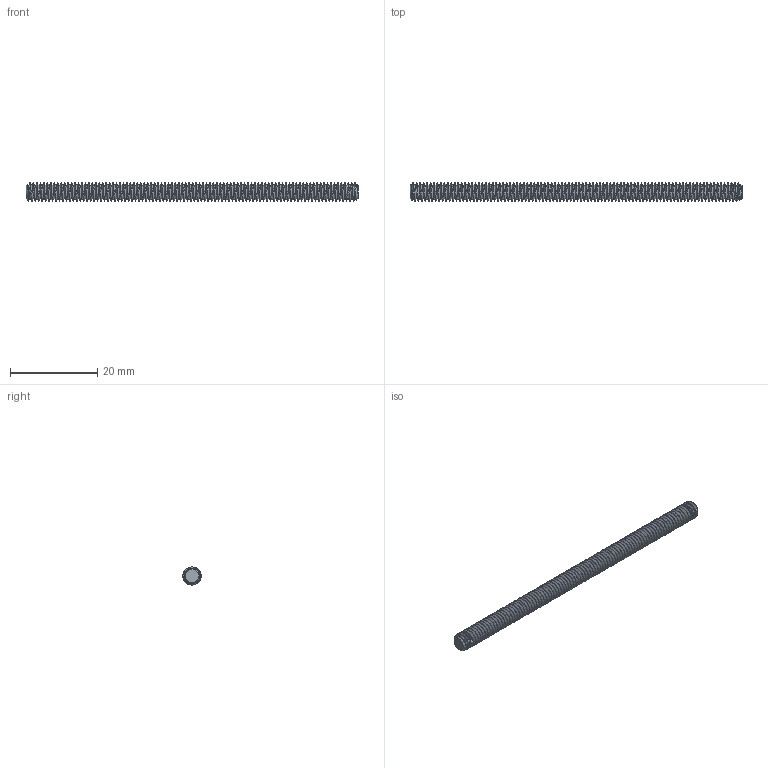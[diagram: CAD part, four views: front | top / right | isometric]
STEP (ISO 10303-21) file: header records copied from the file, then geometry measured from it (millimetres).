
FILE_DESCRIPTION (( 'STEP AP203' ), '1' );
FILE_NAME ('91565A838.step', '2016-09-26T18:21:13', ( '' ), ( '' ), 'SwSTEP 2.0', 'SolidWorks 2010', '' );
FILE_SCHEMA (( 'CONFIG_CONTROL_DESIGN' ));
Length unit declared in the file: inch
Products named in the file (1): 91565A838
Bounding box: 76.2 x 4.16 x 4.17 mm (x, y, z)
Volume: 771.8 mm3; surface area: 1542.6 mm2
Topology: 1 solids, 1 shells, 200 faces, 592 edges, 394 vertices
Faces by surface type: cylinder 190, cone 5, bspline 3, plane 2
Entity records: 17920 total; most frequent: CARTESIAN_POINT 13659, ORIENTED_EDGE 1184, DIRECTION 602, EDGE_CURVE 592, VERTEX_POINT 394, AXIS2_PLACEMENT_3D 204, EDGE_LOOP 200, FACE_OUTER_BOUND 200
